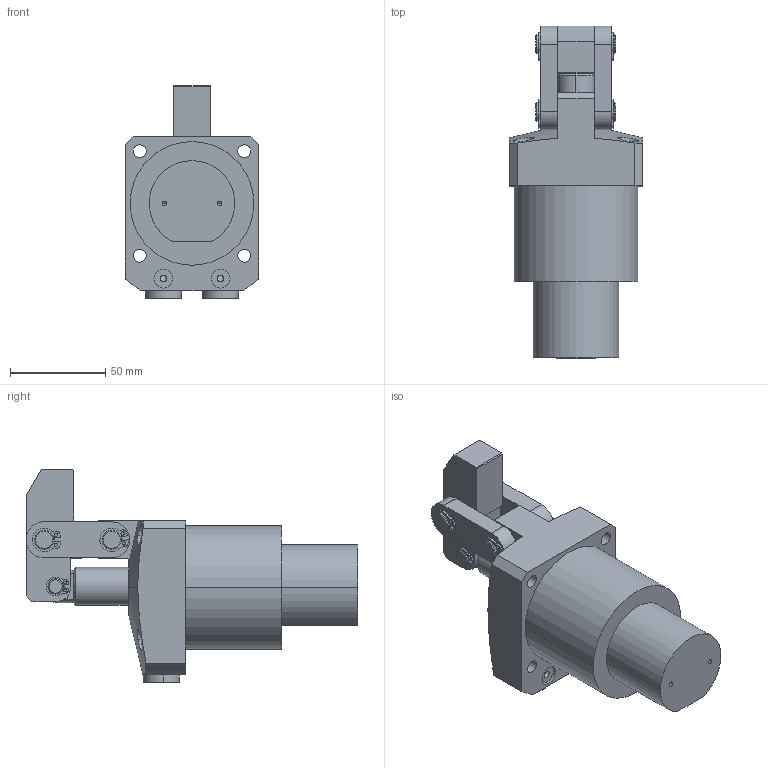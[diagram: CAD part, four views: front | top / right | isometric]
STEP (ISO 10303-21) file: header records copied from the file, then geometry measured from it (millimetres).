
FILE_DESCRIPTION (( 'STEP AP214' ), '1' );
FILE_NAME ('CLKA-065GN油压杠杆缸三维图 -.STEP', '2021-03-20T06:11:05', ( 'PC' ), ( '' ), 'SwSTEP 2.0', 'SolidWorks 2016', '' );
FILE_SCHEMA (( 'AUTOMOTIVE_DESIGN' ));
Length unit declared in the file: millimetre
Products named in the file (10): CLKA-50开口挡圈10_1_1; CLKA-50开口挡圈8_1_1; 065活塞杆; CLKA-50傻种00_1_1; CLKA-065GN油压杠杆缸三维图 -; 065GN掛极 ; 囀鞠褒黑芛郔陔1-4; CLKA-50酗种_1_1; CLKA-50揤旋00_1_1; CLKA-50蟀裝00_1_1
Assembly tree (16 placements, depth 2):
  CLKA-065GN油压杠杆缸三维图 -
    CLKA-50傻种00_1_1
    065活塞杆
    CLKA-50开口挡圈8_1_1  x2
    CLKA-50开口挡圈10_1_1  x4
    CLKA-50蟀裝00_1_1  x2
    CLKA-50揤旋00_1_1
    CLKA-50酗种_1_1  x2
    囀鞠褒黑芛郔陔1-4  x2
    065GN掛极 
Bounding box: 70 x 174.5 x 112 mm (x, y, z)
Volume: 379100 mm3; surface area: 83017.4 mm2
Topology: 17 solids, 17 shells, 406 faces, 974 edges, 629 vertices
Faces by surface type: cylinder 202, plane 134, cone 65, bspline 4, sphere 1
Entity records: 8886 total; most frequent: CARTESIAN_POINT 1959, DIRECTION 1450, ORIENTED_EDGE 1256, EDGE_CURVE 628, AXIS2_PLACEMENT_3D 577, VERTEX_POINT 405, EDGE_LOOP 331, VECTOR 296
